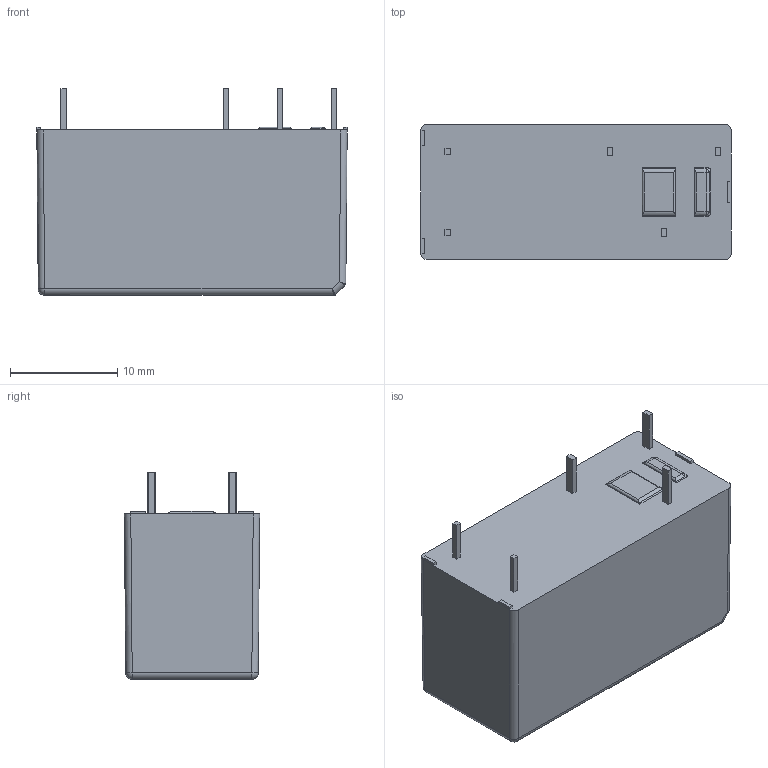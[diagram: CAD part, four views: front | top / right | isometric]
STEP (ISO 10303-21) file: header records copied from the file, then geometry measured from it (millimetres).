
FILE_DESCRIPTION((''),'2;1');
FILE_NAME('C-5-1393239-5','2022-05-30T07:43:17',('workeradm'),('TE Connectivity Ltd.'),'CREO PARAMETRIC BY PTC INC, 2021072','CREO PARAMETRIC BY PTC INC, 2021072','');
FILE_SCHEMA(('AUTOMOTIVE_DESIGN { 1 0 10303 214 1 1 1 1 }'));
Length unit declared in the file: millimetre
Products named in the file (1): C-5-1393239-5
Bounding box: 28.9 x 12.6 x 19.25 mm (x, y, z)
Volume: 5517.7 mm3; surface area: 1996.7 mm2
Topology: 1 solids, 1 shells, 90 faces, 211 edges, 130 vertices
Faces by surface type: plane 57, cylinder 21, bspline 8, sphere 4
Entity records: 2999 total; most frequent: CARTESIAN_POINT 989, ORIENTED_EDGE 422, DIRECTION 361, EDGE_CURVE 211, VECTOR 157, LINE 157, VERTEX_POINT 130, AXIS2_PLACEMENT_3D 102
